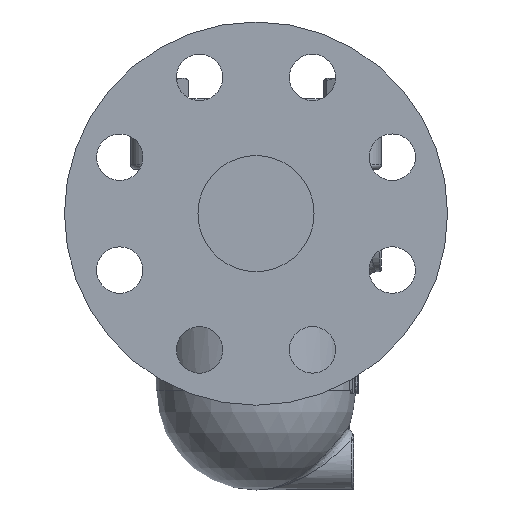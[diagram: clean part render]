
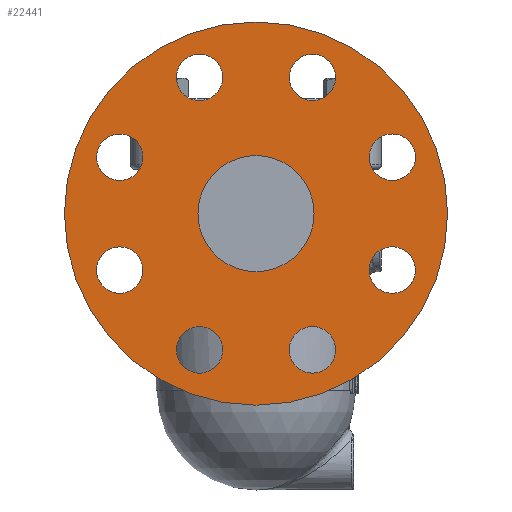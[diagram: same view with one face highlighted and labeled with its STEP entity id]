
A CAD part, left-side view. The second image highlights one B-rep face of the part: STEP entity #22441.
In plain terms, the highlighted planar face has unit normal (-1, 0, 0).
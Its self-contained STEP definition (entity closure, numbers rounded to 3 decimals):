
#21472=CARTESIAN_POINT('',(-125.0,0.,-101.5));
#21473=VERTEX_POINT('',#21472);
#21474=CARTESIAN_POINT('',(-125.0,0.0,-19.));
#21475=DIRECTION('',(-1.0,0.0,0.0));
#21476=DIRECTION('',(0.0,0.0,1.0));
#21477=AXIS2_PLACEMENT_3D('',#21474,#21475,#21476);
#21478=CIRCLE('',#21477,82.5);
#21479=EDGE_CURVE('',#21473,#21473,#21478,.T.);
#21524=CARTESIAN_POINT('',(-125.,0.,-44.));
#21525=VERTEX_POINT('',#21524);
#21526=CARTESIAN_POINT('',(-125.0,0.0,-19.));
#21527=DIRECTION('',(1.0,0.0,0.0));
#21528=DIRECTION('',(0.0,0.0,1.0));
#21529=AXIS2_PLACEMENT_3D('',#21526,#21527,#21528);
#21530=CIRCLE('',#21529,25.0);
#21531=EDGE_CURVE('',#21525,#21525,#21530,.T.);
#21550=CARTESIAN_POINT('',(-125.,-17.229,32.595));
#21551=VERTEX_POINT('',#21550);
#21552=CARTESIAN_POINT('',(-125.0,-24.3,39.666));
#21553=DIRECTION('',(1.0,0.,0.));
#21554=DIRECTION('',(0.,0.707,-0.707));
#21555=AXIS2_PLACEMENT_3D('',#21552,#21553,#21554);
#21556=CIRCLE('',#21555,10.0);
#21557=EDGE_CURVE('',#21551,#21551,#21556,.T.);
#21570=CARTESIAN_POINT('',(-125.0,-48.666,5.3));
#21571=VERTEX_POINT('',#21570);
#21572=CARTESIAN_POINT('',(-125.0,-58.666,5.3));
#21573=DIRECTION('',(1.0,0.0,0.0));
#21574=DIRECTION('',(0.0,1.0,0.0));
#21575=AXIS2_PLACEMENT_3D('',#21572,#21573,#21574);
#21576=CIRCLE('',#21575,10.0);
#21577=EDGE_CURVE('',#21571,#21571,#21576,.T.);
#21590=CARTESIAN_POINT('',(-125.,-51.595,-36.229));
#21591=VERTEX_POINT('',#21590);
#21592=CARTESIAN_POINT('',(-125.0,-58.666,-43.3));
#21593=DIRECTION('',(1.0,0.,0.));
#21594=DIRECTION('',(0.,0.707,0.707));
#21595=AXIS2_PLACEMENT_3D('',#21592,#21593,#21594);
#21596=CIRCLE('',#21595,10.0);
#21597=EDGE_CURVE('',#21591,#21591,#21596,.T.);
#21610=CARTESIAN_POINT('',(-125.,-24.3,-67.666));
#21611=VERTEX_POINT('',#21610);
#21612=CARTESIAN_POINT('',(-125.0,-24.3,-77.666));
#21613=DIRECTION('',(1.0,0.0,0.0));
#21614=DIRECTION('',(0.0,0.0,1.0));
#21615=AXIS2_PLACEMENT_3D('',#21612,#21613,#21614);
#21616=CIRCLE('',#21615,10.0);
#21617=EDGE_CURVE('',#21611,#21611,#21616,.T.);
#21630=CARTESIAN_POINT('',(-125.,17.229,-70.595));
#21631=VERTEX_POINT('',#21630);
#21632=CARTESIAN_POINT('',(-125.0,24.3,-77.666));
#21633=DIRECTION('',(1.0,0.,0.));
#21634=DIRECTION('',(0.,-0.707,0.707));
#21635=AXIS2_PLACEMENT_3D('',#21632,#21633,#21634);
#21636=CIRCLE('',#21635,10.0);
#21637=EDGE_CURVE('',#21631,#21631,#21636,.T.);
#21650=CARTESIAN_POINT('',(-125.,48.666,-43.3));
#21651=VERTEX_POINT('',#21650);
#21652=CARTESIAN_POINT('',(-125.0,58.666,-43.3));
#21653=DIRECTION('',(1.0,0.0,0.0));
#21654=DIRECTION('',(0.0,-1.0,0.0));
#21655=AXIS2_PLACEMENT_3D('',#21652,#21653,#21654);
#21656=CIRCLE('',#21655,10.0);
#21657=EDGE_CURVE('',#21651,#21651,#21656,.T.);
#21670=CARTESIAN_POINT('',(-125.,51.595,-1.771));
#21671=VERTEX_POINT('',#21670);
#21672=CARTESIAN_POINT('',(-125.0,58.666,5.3));
#21673=DIRECTION('',(1.0,0.,0.));
#21674=DIRECTION('',(0.,-0.707,-0.707));
#21675=AXIS2_PLACEMENT_3D('',#21672,#21673,#21674);
#21676=CIRCLE('',#21675,10.0);
#21677=EDGE_CURVE('',#21671,#21671,#21676,.T.);
#21690=CARTESIAN_POINT('',(-125.,24.3,29.666));
#21691=VERTEX_POINT('',#21690);
#21692=CARTESIAN_POINT('',(-125.0,24.3,39.666));
#21693=DIRECTION('',(1.0,0.0,0.0));
#21694=DIRECTION('',(0.0,0.0,-1.0));
#21695=AXIS2_PLACEMENT_3D('',#21692,#21693,#21694);
#21696=CIRCLE('',#21695,10.0);
#21697=EDGE_CURVE('',#21691,#21691,#21696,.T.);
#22406=CARTESIAN_POINT('',(-125.0,0.0,-38.0));
#22407=DIRECTION('',(-1.0,0.0,0.0));
#22408=DIRECTION('',(0.0,0.0,1.0));
#22409=AXIS2_PLACEMENT_3D('',#22406,#22407,#22408);
#22410=PLANE('',#22409);
#22411=ORIENTED_EDGE('',*,*,#21479,.T.);
#22412=EDGE_LOOP('',(#22411));
#22413=FACE_OUTER_BOUND('',#22412,.T.);
#22414=ORIENTED_EDGE('',*,*,#21531,.T.);
#22415=EDGE_LOOP('',(#22414));
#22416=FACE_BOUND('',#22415,.T.);
#22417=ORIENTED_EDGE('',*,*,#21557,.T.);
#22418=EDGE_LOOP('',(#22417));
#22419=FACE_BOUND('',#22418,.T.);
#22420=ORIENTED_EDGE('',*,*,#21577,.T.);
#22421=EDGE_LOOP('',(#22420));
#22422=FACE_BOUND('',#22421,.T.);
#22423=ORIENTED_EDGE('',*,*,#21597,.T.);
#22424=EDGE_LOOP('',(#22423));
#22425=FACE_BOUND('',#22424,.T.);
#22426=ORIENTED_EDGE('',*,*,#21617,.T.);
#22427=EDGE_LOOP('',(#22426));
#22428=FACE_BOUND('',#22427,.T.);
#22429=ORIENTED_EDGE('',*,*,#21637,.T.);
#22430=EDGE_LOOP('',(#22429));
#22431=FACE_BOUND('',#22430,.T.);
#22432=ORIENTED_EDGE('',*,*,#21657,.T.);
#22433=EDGE_LOOP('',(#22432));
#22434=FACE_BOUND('',#22433,.T.);
#22435=ORIENTED_EDGE('',*,*,#21677,.T.);
#22436=EDGE_LOOP('',(#22435));
#22437=FACE_BOUND('',#22436,.T.);
#22438=ORIENTED_EDGE('',*,*,#21697,.T.);
#22439=EDGE_LOOP('',(#22438));
#22440=FACE_BOUND('',#22439,.T.);
#22441=ADVANCED_FACE('',(#22413,#22416,#22419,#22422,#22425,#22428,#22431,#22434,#22437,#22440),#22410,.T.);
